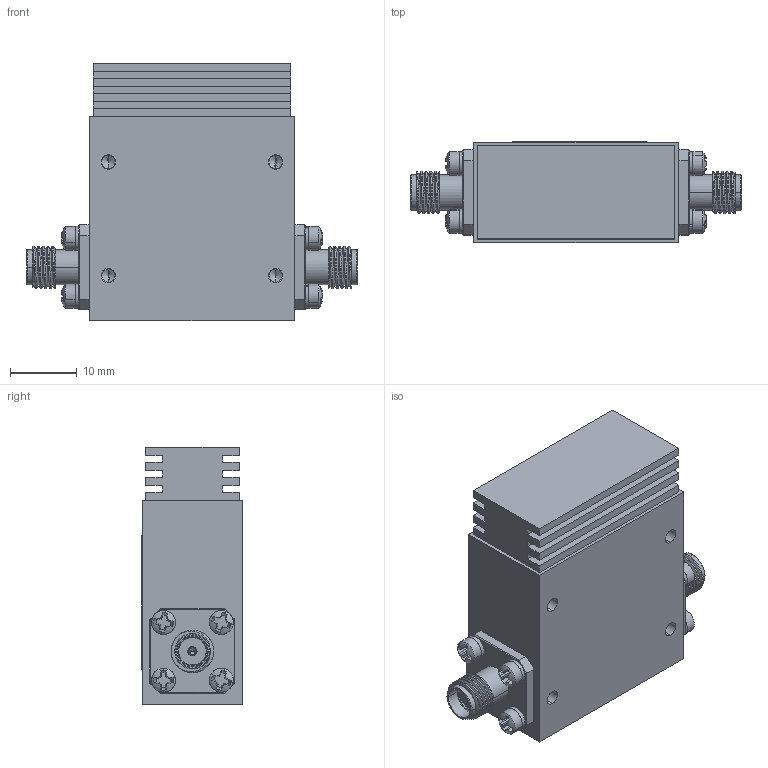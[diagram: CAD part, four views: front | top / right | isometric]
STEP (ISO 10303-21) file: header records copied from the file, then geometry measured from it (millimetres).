
FILE_DESCRIPTION (( 'STEP AP214' ), '1' );
FILE_NAME ('3D Step Model.STEP', '2024-08-26T13:47:58', ( '' ), ( '' ), 'SwSTEP 2.0', 'SolidWorks 2024', '' );
FILE_SCHEMA (( 'AUTOMOTIVE_DESIGN' ));
Length unit declared in the file: inch
Products named in the file (1): 3D Step Model
Bounding box: 49.4 x 15.13 x 38.5 mm (x, y, z)
Volume: 17823.3 mm3; surface area: 8335.8 mm2
Topology: 28 solids, 28 shells, 741 faces, 2906 edges, 2336 vertices
Faces by surface type: plane 379, cylinder 178, torus 92, cone 72, sphere 16, bspline 4
Entity records: 33647 total; most frequent: CARTESIAN_POINT 8083, ORIENTED_EDGE 5780, DIRECTION 4759, EDGE_CURVE 2890, VERTEX_POINT 2336, VECTOR 1835, LINE 1835, AXIS2_PLACEMENT_3D 1462
